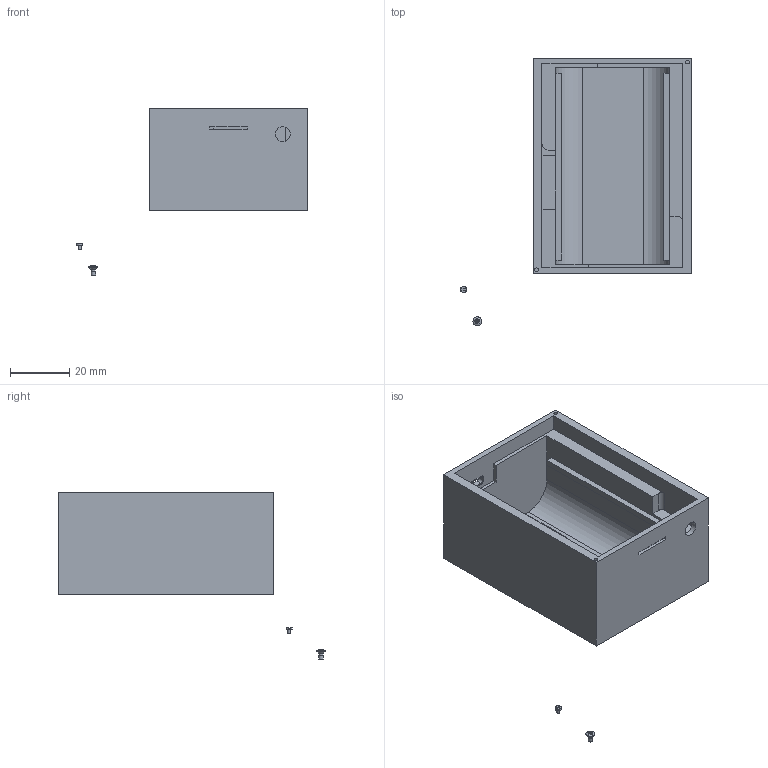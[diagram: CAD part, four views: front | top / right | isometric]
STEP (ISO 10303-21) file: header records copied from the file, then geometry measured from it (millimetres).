
FILE_DESCRIPTION(/* description */ (''),/* implementation_level */ '2;1');
FILE_NAME(/* name */ 'Shanda Pod Bottom.step',/* time_stamp */ '2025-07-05T19:01:25+06:00',/* author */ (''),/* organization */ (''),/* preprocessor_version */ 'ST-DEVELOPER v20.1',/* originating_system */ 'Autodesk Translation Framework v14.10.0.0',/* authorisation */ '');
FILE_SCHEMA (('AUTOMOTIVE_DESIGN { 1 0 10303 214 3 1 1 }'));
Length unit declared in the file: millimetre
Products named in the file (3): 2025-06-27-19-19-49-680; SCHMS BS 4183 - M1 x 1.5 Steel 4.6 Plain; ČSN EN ISO 7047 - M1.6x3 - Z Steel 4.6 Plain
Assembly tree (2 placements, depth 2):
  2025-06-27-19-19-49-680
    SCHMS BS 4183 - M1 x 1.5 Steel 4.6 Plain
    ČSN EN ISO 7047 - M1.6x3 - Z Steel 4.6 Plain
Bounding box: 77.85 x 90.09 x 56.24 mm (x, y, z)
Volume: 47265.4 mm3; surface area: 23918.8 mm2
Topology: 4 solids, 4 shells, 167 faces, 441 edges, 289 vertices
Faces by surface type: plane 137, cylinder 23, cone 5, torus 1, sphere 1
Full cylindrical faces by diameter (mm): 0.949 x1, 1.271 x2, 1.425 x1, 1.538 x1, 3 x1, 5 x1
Entity records: 5211 total; most frequent: CARTESIAN_POINT 910, ORIENTED_EDGE 882, DIRECTION 860, EDGE_CURVE 441, LINE 358, VECTOR 358, VERTEX_POINT 289, AXIS2_PLACEMENT_3D 251
